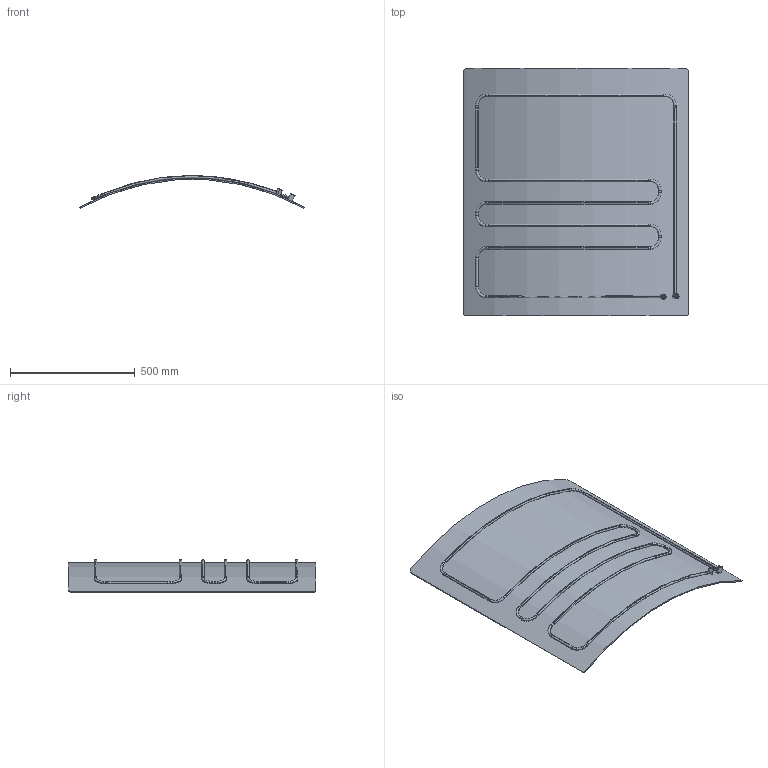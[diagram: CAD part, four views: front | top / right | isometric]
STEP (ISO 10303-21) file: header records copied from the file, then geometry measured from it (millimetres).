
FILE_DESCRIPTION (( 'STEP AP214' ), '1' );
FILE_NAME ('Modell für CAD.de.STEP', '2015-04-28T19:17:13', ( 'Ronny Bittner' ), ( '' ), 'SwSTEP 2.0', 'SolidWorks 2015', '' );
FILE_SCHEMA (( 'AUTOMOTIVE_DESIGN' ));
Length unit declared in the file: millimetre
Products named in the file (3): Rohre_Standard<>; Blech_Standard<>; Modell f黵 CAD.de
Assembly tree (2 placements, depth 2):
  Modell f黵 CAD.de
    Blech_Standard<>
    Rohre_Standard<>
Bounding box: 900 x 992 x 131.21 mm (x, y, z)
Volume: 4900998.8 mm3; surface area: 2206467.2 mm2
Topology: 18 solids, 18 shells, 208 faces, 462 edges, 286 vertices
Faces by surface type: cylinder 94, torus 68, plane 42, cone 4
Entity records: 6756 total; most frequent: CARTESIAN_POINT 1305, DIRECTION 1194, ORIENTED_EDGE 916, AXIS2_PLACEMENT_3D 543, EDGE_CURVE 458, CIRCLE 330, VERTEX_POINT 286, EDGE_LOOP 242
